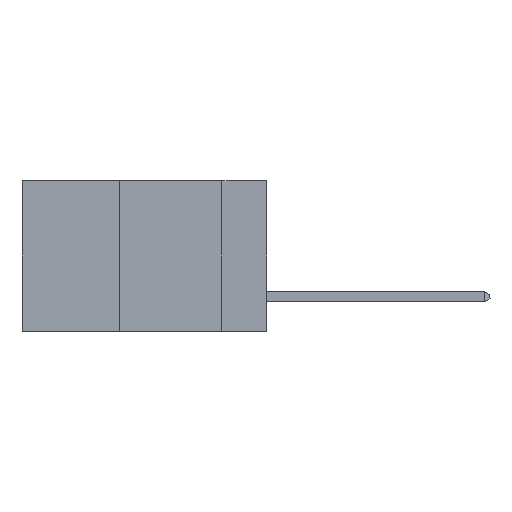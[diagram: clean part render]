
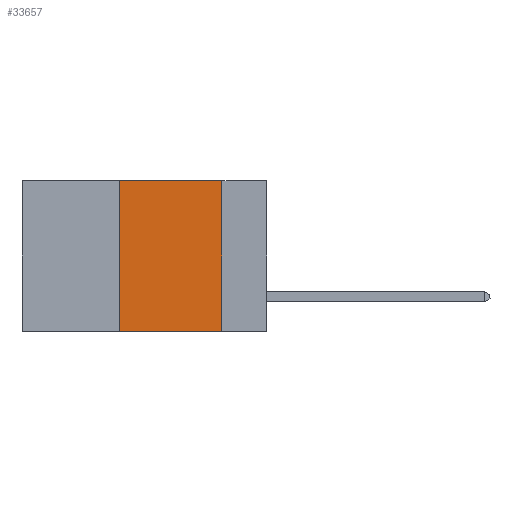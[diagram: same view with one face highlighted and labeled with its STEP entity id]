
A CAD part, left-side view. The second image highlights one B-rep face of the part: STEP entity #33657.
In plain terms, the highlighted planar face has unit normal (-1, 0, 0).
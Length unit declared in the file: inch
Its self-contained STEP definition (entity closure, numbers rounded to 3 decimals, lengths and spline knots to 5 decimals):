
#2861 = LINE ( 'NONE', #26210, #20411 ) ;
#4020 = PLANE ( 'NONE',  #7391 ) ;
#4335 = EDGE_CURVE ( 'NONE', #19175, #6612, #32879, .T. ) ;
#6064 = CARTESIAN_POINT ( 'NONE',  ( 0., 0.11, 0. ) ) ;
#6612 = VERTEX_POINT ( 'NONE', #6064 ) ;
#6725 = CARTESIAN_POINT ( 'NONE',  ( 0., 0.36, 0. ) ) ;
#7079 = EDGE_LOOP ( 'NONE', ( #14892, #24103, #29981, #24647 ) ) ;
#7177 = CARTESIAN_POINT ( 'NONE',  ( 0., 0.6, 0. ) ) ;
#7391 = AXIS2_PLACEMENT_3D ( 'NONE', #7177, #32007, #13460 ) ;
#8468 = CARTESIAN_POINT ( 'NONE',  ( 0., 0.11, -0.37 ) ) ;
#9733 = CARTESIAN_POINT ( 'NONE',  ( 0., 0.36, 0. ) ) ;
#10117 = VECTOR ( 'NONE', #13710, 39.37008 ) ;
#12738 = DIRECTION ( 'NONE',  ( 0., 0., 1. ) ) ;
#13460 = DIRECTION ( 'NONE',  ( 0., 0., -1. ) ) ;
#13710 = DIRECTION ( 'NONE',  ( 0., -1., 0. ) ) ;
#14892 = ORIENTED_EDGE ( 'NONE', *, *, #37431, .F. ) ;
#15262 = DIRECTION ( 'NONE',  ( 0., -1., 0. ) ) ;
#15773 = VECTOR ( 'NONE', #12738, 39.37008 ) ;
#17046 = CARTESIAN_POINT ( 'NONE',  ( 0., 0.36, -0.37 ) ) ;
#19175 = VERTEX_POINT ( 'NONE', #6725 ) ;
#20411 = VECTOR ( 'NONE', #29342, 39.37008 ) ;
#20463 = FACE_OUTER_BOUND ( 'NONE', #7079, .T. ) ;
#24103 = ORIENTED_EDGE ( 'NONE', *, *, #4335, .F. ) ;
#24134 = VERTEX_POINT ( 'NONE', #8468 ) ;
#24647 = ORIENTED_EDGE ( 'NONE', *, *, #28459, .T. ) ;
#25811 = VERTEX_POINT ( 'NONE', #17046 ) ;
#25954 = CARTESIAN_POINT ( 'NONE',  ( 0., 0.6, -0.37 ) ) ;
#26210 = CARTESIAN_POINT ( 'NONE',  ( 0., 0.11, 0. ) ) ;
#28459 = EDGE_CURVE ( 'NONE', #25811, #24134, #35879, .T. ) ;
#29342 = DIRECTION ( 'NONE',  ( 0., 0., -1. ) ) ;
#29981 = ORIENTED_EDGE ( 'NONE', *, *, #40283, .F. ) ;
#30674 = CARTESIAN_POINT ( 'NONE',  ( 0., 0.6, 0. ) ) ;
#31866 = VECTOR ( 'NONE', #15262, 39.37008 ) ;
#32007 = DIRECTION ( 'NONE',  ( 1., 0., 0. ) ) ;
#32273 = LINE ( 'NONE', #9733, #15773 ) ;
#32879 = LINE ( 'NONE', #30674, #31866 ) ;
#33657 = ADVANCED_FACE ( 'NONE', ( #20463 ), #4020, .F. ) ;
#35879 = LINE ( 'NONE', #25954, #10117 ) ;
#37431 = EDGE_CURVE ( 'NONE', #6612, #24134, #2861, .T. ) ;
#40283 = EDGE_CURVE ( 'NONE', #25811, #19175, #32273, .T. ) ;
